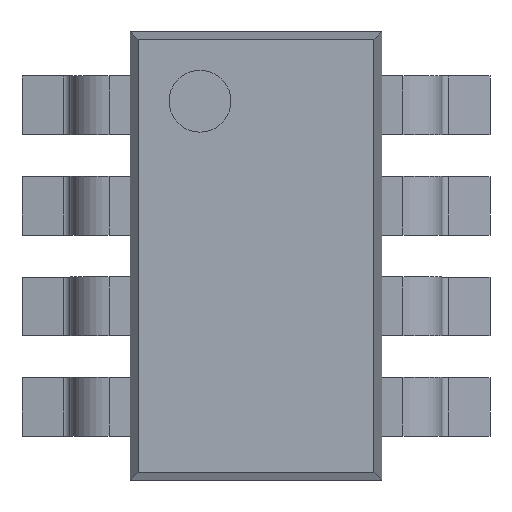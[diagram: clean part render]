
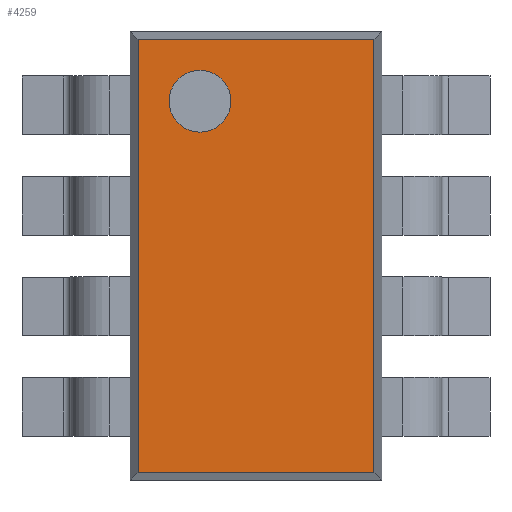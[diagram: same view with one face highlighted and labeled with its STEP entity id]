
A CAD part, top view. The second image highlights one B-rep face of the part: STEP entity #4259.
In plain terms, the highlighted planar face has unit normal (0, 0, 1).
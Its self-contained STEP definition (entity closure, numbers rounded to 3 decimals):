
#3845=CARTESIAN_POINT('',(-0.163,1.,1.2));
#3846=VERTEX_POINT('',#3845);
#3855=CARTESIAN_POINT('',(-0.563,1.,1.2));
#3856=VERTEX_POINT('',#3855);
#3857=CARTESIAN_POINT('',(-0.363,1.,1.2));
#3858=DIRECTION('',(0.0,0.0,-1.0));
#3859=DIRECTION('',(1.0,0.0,0.0));
#3860=AXIS2_PLACEMENT_3D('',#3857,#3858,#3859);
#3861=CIRCLE('',#3860,0.2);
#3862=EDGE_CURVE('',#3856,#3846,#3861,.T.);
#3896=CARTESIAN_POINT('',(-0.363,1.,1.2));
#3897=DIRECTION('',(0.0,0.0,-1.0));
#3898=DIRECTION('',(1.0,0.0,0.0));
#3899=AXIS2_PLACEMENT_3D('',#3896,#3897,#3898);
#3900=CIRCLE('',#3899,0.2);
#3901=EDGE_CURVE('',#3846,#3856,#3900,.T.);
#4112=CARTESIAN_POINT('',(0.763,1.4,1.2));
#4113=VERTEX_POINT('',#4112);
#4114=CARTESIAN_POINT('',(0.763,-1.4,1.2));
#4115=VERTEX_POINT('',#4114);
#4116=CARTESIAN_POINT('',(0.763,1.4,1.2));
#4117=DIRECTION('',(0.0,-1.0,0.0));
#4118=VECTOR('',#4117,2.8);
#4119=LINE('',#4116,#4118);
#4120=EDGE_CURVE('',#4113,#4115,#4119,.T.);
#4150=CARTESIAN_POINT('',(-0.763,-1.4,1.2));
#4151=VERTEX_POINT('',#4150);
#4152=CARTESIAN_POINT('',(0.763,-1.4,1.2));
#4153=DIRECTION('',(-1.0,0.0,0.0));
#4154=VECTOR('',#4153,1.525);
#4155=LINE('',#4152,#4154);
#4156=EDGE_CURVE('',#4115,#4151,#4155,.T.);
#4174=CARTESIAN_POINT('',(-0.763,1.4,1.2));
#4175=VERTEX_POINT('',#4174);
#4176=CARTESIAN_POINT('',(-0.763,-1.4,1.2));
#4177=DIRECTION('',(0.0,1.0,0.0));
#4178=VECTOR('',#4177,2.8);
#4179=LINE('',#4176,#4178);
#4180=EDGE_CURVE('',#4151,#4175,#4179,.T.);
#4198=CARTESIAN_POINT('',(-0.763,1.4,1.2));
#4199=DIRECTION('',(1.0,0.0,0.0));
#4200=VECTOR('',#4199,1.525);
#4201=LINE('',#4198,#4200);
#4202=EDGE_CURVE('',#4175,#4113,#4201,.T.);
#4244=CARTESIAN_POINT('',(0.,0.,1.2));
#4245=DIRECTION('',(0.0,0.0,1.0));
#4246=DIRECTION('',(1.0,0.0,0.0));
#4247=AXIS2_PLACEMENT_3D('',#4244,#4245,#4246);
#4248=PLANE('',#4247);
#4249=ORIENTED_EDGE('',*,*,#4120,.F.);
#4250=ORIENTED_EDGE('',*,*,#4202,.F.);
#4251=ORIENTED_EDGE('',*,*,#4180,.F.);
#4252=ORIENTED_EDGE('',*,*,#4156,.F.);
#4253=EDGE_LOOP('',(#4249,#4250,#4251,#4252));
#4254=FACE_OUTER_BOUND('',#4253,.T.);
#4255=ORIENTED_EDGE('',*,*,#3901,.T.);
#4256=ORIENTED_EDGE('',*,*,#3862,.T.);
#4257=EDGE_LOOP('',(#4255,#4256));
#4258=FACE_BOUND('',#4257,.T.);
#4259=ADVANCED_FACE('',(#4254,#4258),#4248,.T.);
